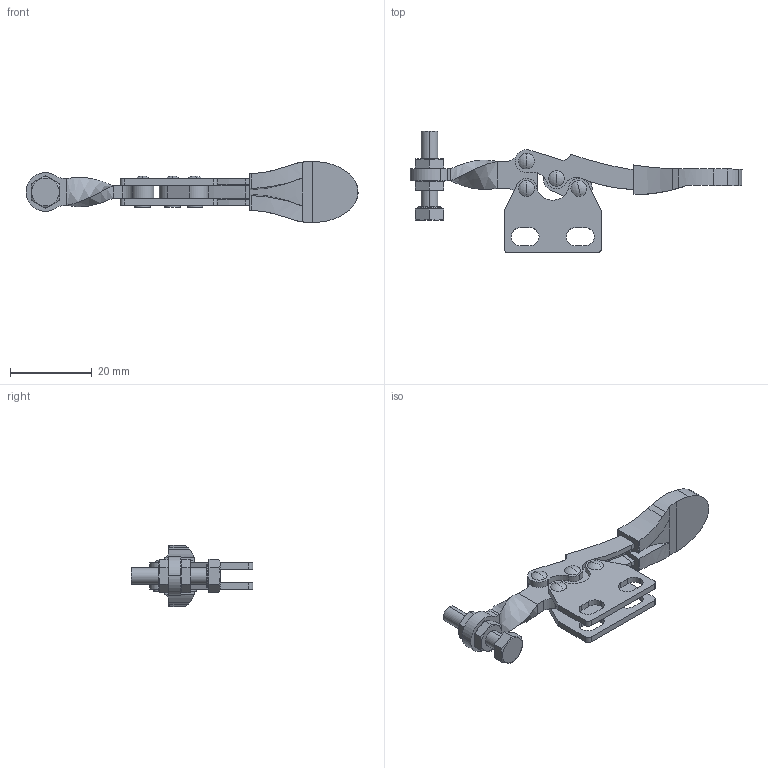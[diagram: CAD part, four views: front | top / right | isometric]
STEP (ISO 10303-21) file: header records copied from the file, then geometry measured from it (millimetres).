
FILE_DESCRIPTION (( 'STEP AP214' ), '1' );
FILE_NAME ('GH-201-AI(Â²¤Æ).STEP', '2020-05-29T07:24:40', ( 'LinWei' ), ( '' ), 'SwSTEP 2.0', 'SolidWorks 2016', '' );
FILE_SCHEMA (( 'AUTOMOTIVE_DESIGN' ));
Length unit declared in the file: millimetre
Products named in the file (6): Group1^GH-201-AI(簡化); GH-201-AI(簡化); Group4^GH-201-I(簡化)-1; 1201A08-1^GH-201-AI(簡化); 1201A05-1^GH-201-AI(簡化); Group5^GH-201-AI(簡化)
Assembly tree (5 placements, depth 2):
  GH-201-AI(簡化)
    Group1^GH-201-AI(簡化)
    Group5^GH-201-AI(簡化)
    1201A05-1^GH-201-AI(簡化)
    1201A08-1^GH-201-AI(簡化)
    Group4^GH-201-I(簡化)-1
Bounding box: 81.19 x 29.81 x 14.94 mm (x, y, z)
Volume: 2321.8 mm3; surface area: 5331.9 mm2
Topology: 7 solids, 10 shells, 255 faces, 626 edges, 406 vertices
Faces by surface type: cylinder 116, plane 89, cone 26, bspline 14, sphere 8, torus 2
Entity records: 9351 total; most frequent: CARTESIAN_POINT 2604, DIRECTION 1259, ORIENTED_EDGE 1236, EDGE_CURVE 626, AXIS2_PLACEMENT_3D 504, VERTEX_POINT 406, EDGE_LOOP 296, FACE_OUTER_BOUND 255
